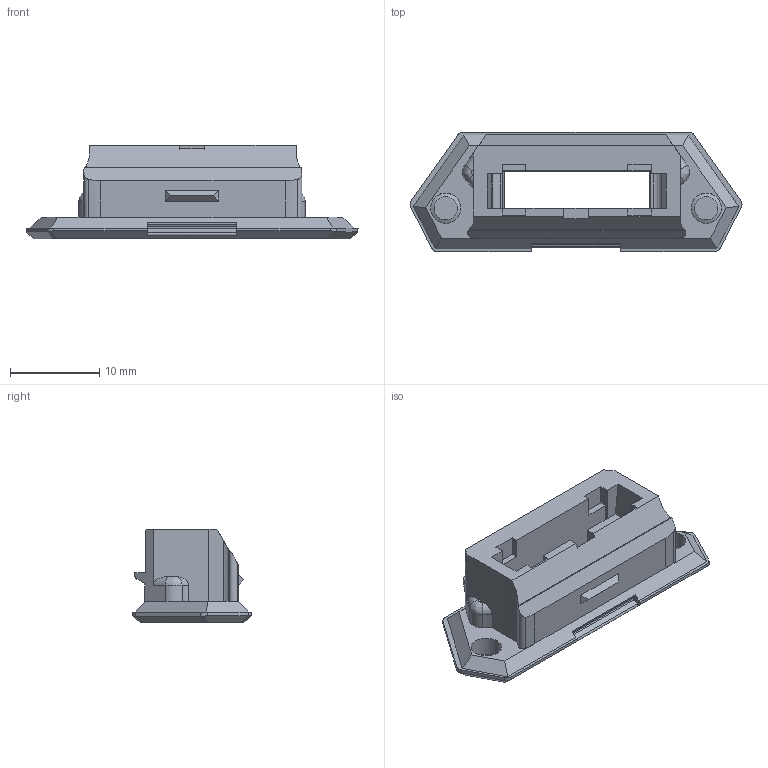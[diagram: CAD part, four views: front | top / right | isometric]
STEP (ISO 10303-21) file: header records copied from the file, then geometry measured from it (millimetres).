
FILE_DESCRIPTION(/* description */ (''),/* implementation_level */ '2;1');
FILE_NAME(/* name */ '5p_Microfit.step',/* time_stamp */ '2025-04-05T16:28:02+02:00',/* author */ (''),/* organization */ (''),/* preprocessor_version */ 'ST-DEVELOPER v20.1',/* originating_system */ 'Autodesk Translation Framework v14.4.0.0',/* authorisation */ '');
FILE_SCHEMA (('AUTOMOTIVE_DESIGN { 1 0 10303 214 3 1 1 }'));
Length unit declared in the file: millimetre
Products named in the file (1): 5-pin_winged (1) (1)
Bounding box: 37.23 x 13.38 x 10.49 mm (x, y, z)
Volume: 1752.8 mm3; surface area: 2027.5 mm2
Topology: 1 solids, 1 shells, 174 faces, 490 edges, 320 vertices
Faces by surface type: plane 115, cylinder 43, cone 12, bspline 2, torus 2
Full cylindrical faces by diameter (mm): 3.4 x2
Entity records: 5718 total; most frequent: CARTESIAN_POINT 1110, ORIENTED_EDGE 980, DIRECTION 934, EDGE_CURVE 490, LINE 366, VECTOR 366, VERTEX_POINT 320, AXIS2_PLACEMENT_3D 284
